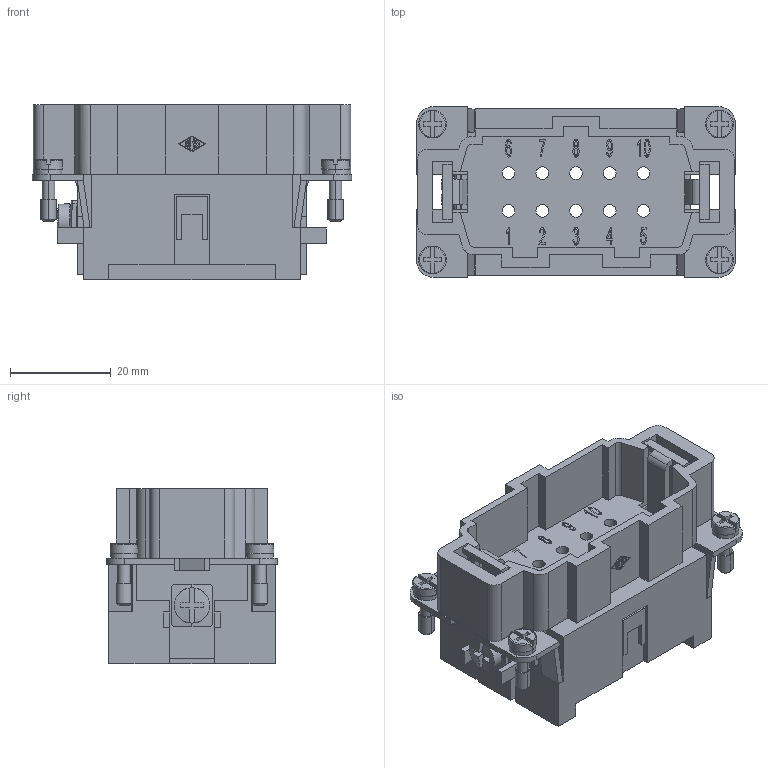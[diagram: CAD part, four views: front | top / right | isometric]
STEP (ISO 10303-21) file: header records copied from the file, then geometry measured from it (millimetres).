
FILE_DESCRIPTION((''),'2;1');
FILE_NAME('CCEM 10.stp','2006-10-25T09:15:48',('gembarski'),(''),'Autodesk Inventor 7','Autodesk Inventor 7','');
FILE_SCHEMA(('AUTOMOTIVE_DESIGN { 1 0 10303 214 1 1 1 1 }'));
Length unit declared in the file: millimetre
Products named in the file (1): CCEM 10
Bounding box: 63.4 x 34 x 34.9 mm (x, y, z)
Volume: 31718.6 mm3; surface area: 19689.1 mm2
Topology: 2 solids, 2 shells, 910 faces, 2476 edges, 1631 vertices
Faces by surface type: plane 415, bspline 388, cylinder 91, torus 8, sphere 4, cone 4
Entity records: 30633 total; most frequent: CARTESIAN_POINT 9136, ORIENTED_EDGE 4956, DIRECTION 3525, EDGE_CURVE 2478, VECTOR 1701, LINE 1701, VERTEX_POINT 1631, EDGE_LOOP 1019
